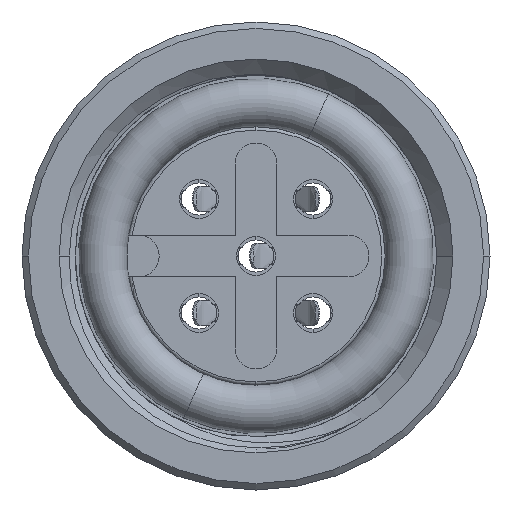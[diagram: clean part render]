
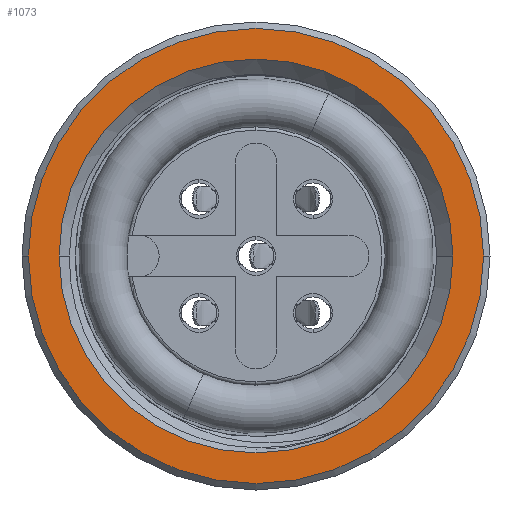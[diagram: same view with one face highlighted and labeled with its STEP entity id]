
A CAD part, left-side view. The second image highlights one B-rep face of the part: STEP entity #1073.
In plain terms, the highlighted face is planar.
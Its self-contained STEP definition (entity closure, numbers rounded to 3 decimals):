
#230 = DIRECTION ( 'NONE',  ( -1., 0., 0. ) ) ;
#353 = AXIS2_PLACEMENT_3D ( 'NONE', #1626, #2329, #2383 ) ;
#1073 = ADVANCED_FACE ( 'NONE', ( #4036, #1466 ), #2090, .F. ) ;
#1226 = AXIS2_PLACEMENT_3D ( 'NONE', #7143, #8498, #3252 ) ;
#1365 = CARTESIAN_POINT ( 'NONE',  ( 11., 0., 7.05 ) ) ;
#1401 = VERTEX_POINT ( 'NONE', #1365 ) ;
#1466 = FACE_BOUND ( 'NONE', #3174, .T. ) ;
#1566 = ORIENTED_EDGE ( 'NONE', *, *, #1710, .T. ) ;
#1626 = CARTESIAN_POINT ( 'NONE',  ( 11., 0., 0. ) ) ;
#1665 = AXIS2_PLACEMENT_3D ( 'NONE', #3963, #5352, #3335 ) ;
#1710 = EDGE_CURVE ( 'NONE', #7740, #7086, #2064, .T. ) ;
#1915 = DIRECTION ( 'NONE',  ( 0., 0., 1. ) ) ;
#2064 = CIRCLE ( 'NONE', #2695, 6.1 ) ;
#2090 = PLANE ( 'NONE',  #1665 ) ;
#2329 = DIRECTION ( 'NONE',  ( 1., 0., 0. ) ) ;
#2383 = DIRECTION ( 'NONE',  ( 0., 0., 1. ) ) ;
#2695 = AXIS2_PLACEMENT_3D ( 'NONE', #4542, #5207, #1915 ) ;
#3174 = EDGE_LOOP ( 'NONE', ( #3982, #1566 ) ) ;
#3252 = DIRECTION ( 'NONE',  ( 0., 0., 1. ) ) ;
#3291 = CARTESIAN_POINT ( 'NONE',  ( 11., 0., 6.1 ) ) ;
#3335 = DIRECTION ( 'NONE',  ( 0., 0., 1. ) ) ;
#3504 = CARTESIAN_POINT ( 'NONE',  ( 11., 0., -7.05 ) ) ;
#3963 = CARTESIAN_POINT ( 'NONE',  ( 11., 7.25, 0. ) ) ;
#3982 = ORIENTED_EDGE ( 'NONE', *, *, #7802, .T. ) ;
#4036 = FACE_OUTER_BOUND ( 'NONE', #5790, .T. ) ;
#4138 = CARTESIAN_POINT ( 'NONE',  ( 11., 0., 0. ) ) ;
#4253 = CIRCLE ( 'NONE', #6277, 6.1 ) ;
#4471 = CIRCLE ( 'NONE', #353, 7.05 ) ;
#4542 = CARTESIAN_POINT ( 'NONE',  ( 11., 0., 0. ) ) ;
#4549 = ORIENTED_EDGE ( 'NONE', *, *, #4568, .T. ) ;
#4568 = EDGE_CURVE ( 'NONE', #1401, #6324, #6361, .T. ) ;
#5140 = CARTESIAN_POINT ( 'NONE',  ( 11., 0., -6.1 ) ) ;
#5207 = DIRECTION ( 'NONE',  ( -1., 0., 0. ) ) ;
#5352 = DIRECTION ( 'NONE',  ( -1., 0., 0. ) ) ;
#5790 = EDGE_LOOP ( 'NONE', ( #4549, #8445 ) ) ;
#5832 = EDGE_CURVE ( 'NONE', #6324, #1401, #4471, .T. ) ;
#6087 = DIRECTION ( 'NONE',  ( 0., 0., 1. ) ) ;
#6277 = AXIS2_PLACEMENT_3D ( 'NONE', #4138, #230, #6087 ) ;
#6324 = VERTEX_POINT ( 'NONE', #3504 ) ;
#6361 = CIRCLE ( 'NONE', #1226, 7.05 ) ;
#7086 = VERTEX_POINT ( 'NONE', #5140 ) ;
#7143 = CARTESIAN_POINT ( 'NONE',  ( 11., 0., 0. ) ) ;
#7740 = VERTEX_POINT ( 'NONE', #3291 ) ;
#7802 = EDGE_CURVE ( 'NONE', #7086, #7740, #4253, .T. ) ;
#8445 = ORIENTED_EDGE ( 'NONE', *, *, #5832, .T. ) ;
#8498 = DIRECTION ( 'NONE',  ( 1., 0., 0. ) ) ;
